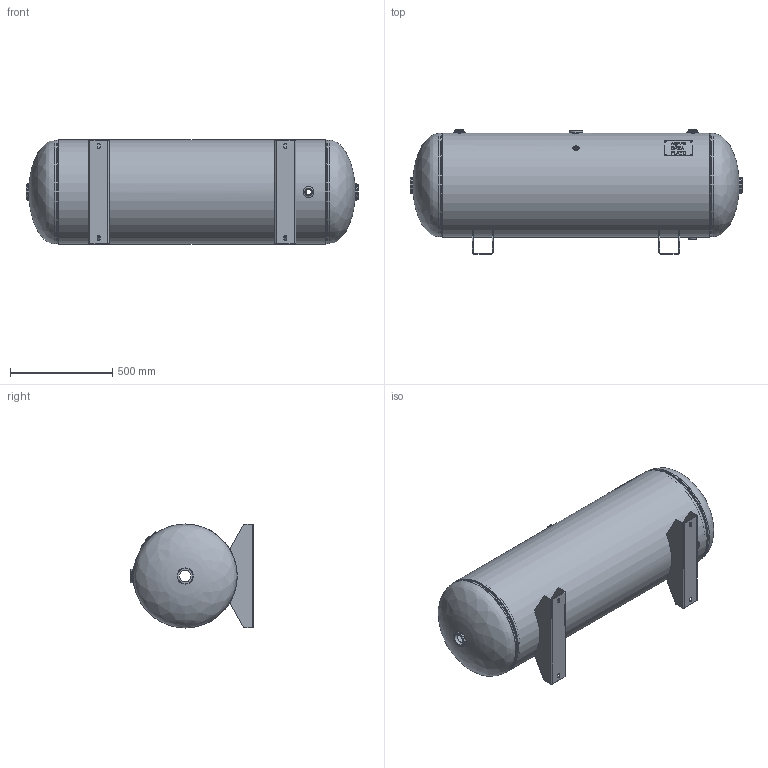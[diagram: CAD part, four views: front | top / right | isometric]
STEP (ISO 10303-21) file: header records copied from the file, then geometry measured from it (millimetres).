
FILE_DESCRIPTION(/* description */ ('20 X 63 200# HORZ ASME STOCK 80 GAL W/CHNLS LESS TPLT'),/* implementation_level */ '2;1');
FILE_NAME(/* name */ 'SPVG_A10031.stp',/* time_stamp */ '2018-11-06T14:09:01-06:00',/* author */ ('kim.thoune'),/* organization */ (''),/* preprocessor_version */ 'ST-DEVELOPER v16.5',/* originating_system */ 'Autodesk Inventor 2017',/* authorisation */ '');
FILE_SCHEMA (('AUTOMOTIVE_DESIGN { 1 0 10303 214 3 1 1 }'));
Length unit declared in the file: inch
Products named in the file (14): A10031; A10031-1; A10031-2; H20124J; A10031-3; H20124J_1; F102000; F100250; F100750; F101000; 60-140; 64-053; F101501; S109145
Assembly tree (16 placements, depth 3):
  A10031
    A10031-1
    A10031-2
      H20124J
    A10031-3
      H20124J_1
    F102000  x2
    F100250
    F100750
    F101000  x2
    60-140
      64-053
    F101501
    S109145  x2
Bounding box: 1627.17 x 607.49 x 510.08 mm (x, y, z)
Volume: 11293511.2 mm3; surface area: 6110866.8 mm2
Topology: 13 solids, 13 shells, 360 faces, 882 edges, 573 vertices
Faces by surface type: plane 210, cylinder 60, bspline 40, torus 36, cone 14
Full cylindrical faces by diameter (mm): 6.35 x4, 11.455 x1, 26.987 x1, 30.302 x2, 36.512 x1, 36.909 x1, 43.256 x2, 44.45 x2, 44.856 x1, 46.037 x2, 52.387 x1, 56.667 x2, 57.547 x1, 60.325 x3, 68.263 x3, 79.383 x2, 495.859 x2, 501.701 x2, 502.158 x3, 508 x2, 510.083 x1
Entity records: 10172 total; most frequent: CARTESIAN_POINT 2971, ORIENTED_EDGE 1348, DIRECTION 1304, EDGE_CURVE 674, VERTEX_POINT 479, LINE 472, VECTOR 472, EDGE_LOOP 433
